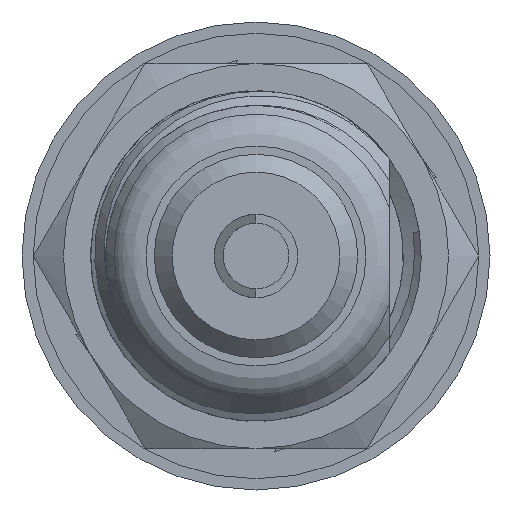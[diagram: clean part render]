
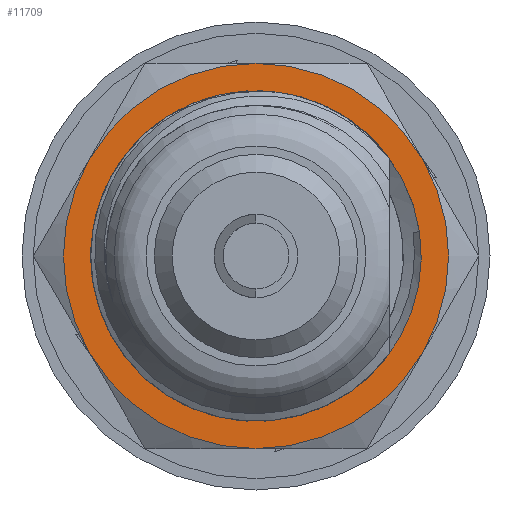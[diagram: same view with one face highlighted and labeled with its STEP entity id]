
A CAD part, left-side view. The second image highlights one B-rep face of the part: STEP entity #11709.
In plain terms, the highlighted planar face has unit normal (-1, 0, 0).
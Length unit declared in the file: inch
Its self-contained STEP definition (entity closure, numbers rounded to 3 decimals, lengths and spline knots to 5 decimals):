
#37 = ORIENTED_EDGE ( 'NONE', *, *, #7636, .F. ) ;
#245 = CIRCLE ( 'NONE', #1683, 0.2185 ) ;
#527 = EDGE_CURVE ( 'NONE', #5529, #14332, #5103, .T. ) ;
#1683 = AXIS2_PLACEMENT_3D ( 'NONE', #16042, #14858, #16252 ) ;
#2081 = CIRCLE ( 'NONE', #12007, 0.2185 ) ;
#2097 = VERTEX_POINT ( 'NONE', #5254 ) ;
#2215 = EDGE_CURVE ( 'NONE', #3200, #11016, #2081, .T. ) ;
#2704 = CARTESIAN_POINT ( 'NONE',  ( 0.37781, 0., 0. ) ) ;
#2860 = DIRECTION ( 'NONE',  ( 0., 0., -1. ) ) ;
#3023 = DIRECTION ( 'NONE',  ( -1., 0., 0. ) ) ;
#3200 = VERTEX_POINT ( 'NONE', #13288 ) ;
#4194 = CARTESIAN_POINT ( 'NONE',  ( 0.37781, 0., -0.2185 ) ) ;
#4205 = CARTESIAN_POINT ( 'NONE',  ( 0.37781, 0., 0. ) ) ;
#4554 = CARTESIAN_POINT ( 'NONE',  ( 0.37781, 0.18598, -0.02383 ) ) ;
#5005 = CIRCLE ( 'NONE', #9987, 0.2185 ) ;
#5103 = CIRCLE ( 'NONE', #6366, 0.2185 ) ;
#5143 = PLANE ( 'NONE',  #8470 ) ;
#5254 = CARTESIAN_POINT ( 'NONE',  ( 0.37781, -0.18923, 0.10925 ) ) ;
#5272 = VERTEX_POINT ( 'NONE', #6699 ) ;
#5529 = VERTEX_POINT ( 'NONE', #4194 ) ;
#6002 = DIRECTION ( 'NONE',  ( 0., 0., -1. ) ) ;
#6222 = CARTESIAN_POINT ( 'NONE',  ( 0.37781, 0.18923, -0.10925 ) ) ;
#6346 = EDGE_LOOP ( 'NONE', ( #10865, #37 ) ) ;
#6366 = AXIS2_PLACEMENT_3D ( 'NONE', #9830, #16372, #6002 ) ;
#6455 = FACE_OUTER_BOUND ( 'NONE', #10792, .T. ) ;
#6682 = DIRECTION ( 'NONE',  ( 0., 0., -1. ) ) ;
#6699 = CARTESIAN_POINT ( 'NONE',  ( 0.37781, 0., 0.2185 ) ) ;
#6833 = CARTESIAN_POINT ( 'NONE',  ( 0.37781, 0., 0. ) ) ;
#6939 = AXIS2_PLACEMENT_3D ( 'NONE', #6833, #3023, #2860 ) ;
#7377 = AXIS2_PLACEMENT_3D ( 'NONE', #2704, #7772, #11651 ) ;
#7564 = DIRECTION ( 'NONE',  ( -1., 0., 0. ) ) ;
#7636 = EDGE_CURVE ( 'NONE', #13413, #8615, #15370, .T. ) ;
#7741 = EDGE_CURVE ( 'NONE', #11016, #5529, #10309, .T. ) ;
#7772 = DIRECTION ( 'NONE',  ( -1., 0., 0. ) ) ;
#7840 = EDGE_CURVE ( 'NONE', #8615, #13413, #15348, .T. ) ;
#7984 = DIRECTION ( 'NONE',  ( -1., 0., 0. ) ) ;
#8138 = AXIS2_PLACEMENT_3D ( 'NONE', #12969, #14269, #9189 ) ;
#8145 = CARTESIAN_POINT ( 'NONE',  ( 0.37781, 0., 0. ) ) ;
#8470 = AXIS2_PLACEMENT_3D ( 'NONE', #8914, #7564, #16574 ) ;
#8615 = VERTEX_POINT ( 'NONE', #10374 ) ;
#8914 = CARTESIAN_POINT ( 'NONE',  ( 0.37781, -0.12615, 0.2185 ) ) ;
#9047 = CARTESIAN_POINT ( 'NONE',  ( 0.37781, -0.18923, -0.10925 ) ) ;
#9061 = FACE_BOUND ( 'NONE', #6346, .T. ) ;
#9189 = DIRECTION ( 'NONE',  ( 0., 0., -1. ) ) ;
#9204 = DIRECTION ( 'NONE',  ( 0., 0., -1. ) ) ;
#9251 = ORIENTED_EDGE ( 'NONE', *, *, #7741, .T. ) ;
#9579 = EDGE_CURVE ( 'NONE', #14332, #2097, #245, .T. ) ;
#9830 = CARTESIAN_POINT ( 'NONE',  ( 0.37781, 0., 0. ) ) ;
#9987 = AXIS2_PLACEMENT_3D ( 'NONE', #14572, #7984, #6682 ) ;
#10087 = EDGE_CURVE ( 'NONE', #2097, #5272, #15744, .T. ) ;
#10309 = CIRCLE ( 'NONE', #13001, 0.2185 ) ;
#10374 = CARTESIAN_POINT ( 'NONE',  ( 0.37781, -0.18544, 0.02773 ) ) ;
#10775 = DIRECTION ( 'NONE',  ( -1., 0., 0. ) ) ;
#10792 = EDGE_LOOP ( 'NONE', ( #9251, #15625, #13218, #15833, #11219, #11604 ) ) ;
#10865 = ORIENTED_EDGE ( 'NONE', *, *, #7840, .F. ) ;
#11016 = VERTEX_POINT ( 'NONE', #6222 ) ;
#11219 = ORIENTED_EDGE ( 'NONE', *, *, #14554, .T. ) ;
#11604 = ORIENTED_EDGE ( 'NONE', *, *, #2215, .T. ) ;
#11651 = DIRECTION ( 'NONE',  ( 0., 0., -1. ) ) ;
#11709 = ADVANCED_FACE ( 'NONE', ( #9061, #6455 ), #5143, .T. ) ;
#12007 = AXIS2_PLACEMENT_3D ( 'NONE', #4205, #10775, #13216 ) ;
#12022 = DIRECTION ( 'NONE',  ( -1., 0., 0. ) ) ;
#12969 = CARTESIAN_POINT ( 'NONE',  ( 0.37781, 0., 0. ) ) ;
#13001 = AXIS2_PLACEMENT_3D ( 'NONE', #8145, #12022, #9204 ) ;
#13216 = DIRECTION ( 'NONE',  ( 0., 0., -1. ) ) ;
#13218 = ORIENTED_EDGE ( 'NONE', *, *, #9579, .T. ) ;
#13288 = CARTESIAN_POINT ( 'NONE',  ( 0.37781, 0.18923, 0.10925 ) ) ;
#13413 = VERTEX_POINT ( 'NONE', #4554 ) ;
#14269 = DIRECTION ( 'NONE',  ( -1., 0., 0. ) ) ;
#14332 = VERTEX_POINT ( 'NONE', #9047 ) ;
#14554 = EDGE_CURVE ( 'NONE', #5272, #3200, #5005, .T. ) ;
#14572 = CARTESIAN_POINT ( 'NONE',  ( 0.37781, 0., 0. ) ) ;
#14858 = DIRECTION ( 'NONE',  ( -1., 0., 0. ) ) ;
#15348 = CIRCLE ( 'NONE', #8138, 0.1875 ) ;
#15370 = CIRCLE ( 'NONE', #6939, 0.1875 ) ;
#15625 = ORIENTED_EDGE ( 'NONE', *, *, #527, .T. ) ;
#15744 = CIRCLE ( 'NONE', #7377, 0.2185 ) ;
#15833 = ORIENTED_EDGE ( 'NONE', *, *, #10087, .T. ) ;
#16042 = CARTESIAN_POINT ( 'NONE',  ( 0.37781, 0., 0. ) ) ;
#16252 = DIRECTION ( 'NONE',  ( 0., 0., -1. ) ) ;
#16372 = DIRECTION ( 'NONE',  ( -1., 0., 0. ) ) ;
#16574 = DIRECTION ( 'NONE',  ( 0., 0., -1. ) ) ;
